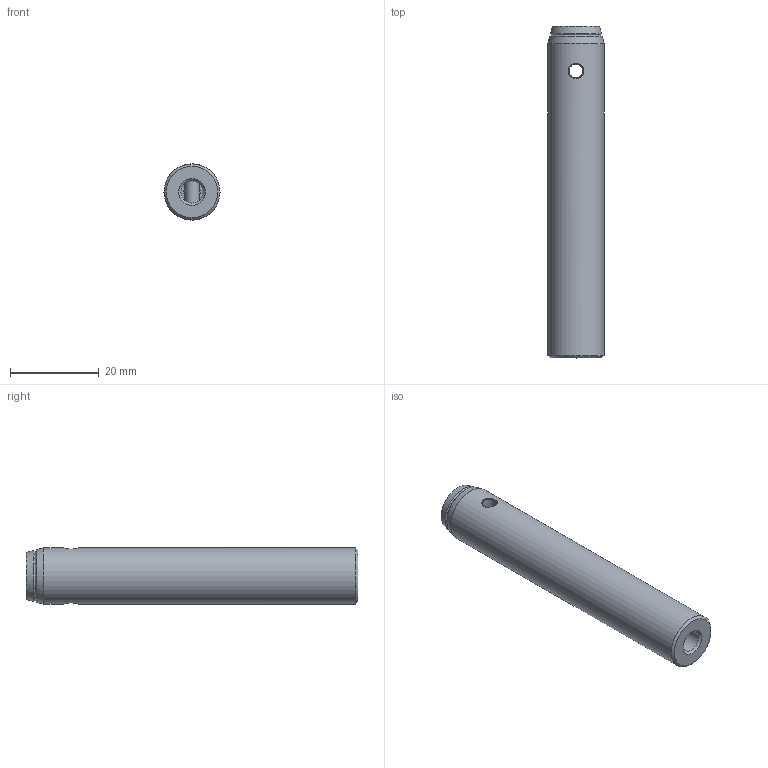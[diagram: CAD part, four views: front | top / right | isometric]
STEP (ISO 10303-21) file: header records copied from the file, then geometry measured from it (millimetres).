
FILE_DESCRIPTION(/* description */ ('STEP AP214'),/* implementation_level */ '2;1');
FILE_NAME(/* name */ 'arm_tr75m_ext.stp',/* time_stamp */ '2022-12-09T17:46:47+01:00',/* author */ ('Rik Ubaghs'),/* organization */ (''),/* preprocessor_version */ 'ST-DEVELOPER v18.1',/* originating_system */ 'Autodesk Inventor 2021',/* authorisation */ '');
FILE_SCHEMA (('AUTOMOTIVE_DESIGN { 1 0 10303 214 3 1 1 }'));
Length unit declared in the file: millimetre
Products named in the file (1): TR75_M-Step
Bounding box: 12.67 x 75.01 x 12.67 mm (x, y, z)
Volume: 9004.9 mm3; surface area: 3525 mm2
Topology: 1 solids, 1 shells, 19 faces, 54 edges, 36 vertices
Faces by surface type: cone 9, bspline 4, cylinder 4, plane 2
Full cylindrical faces by diameter (mm): 3.175 x1, 3.3 x1, 5 x1, 12.675 x1
Entity records: 1141 total; most frequent: CARTESIAN_POINT 586, ORIENTED_EDGE 104, DIRECTION 98, EDGE_CURVE 52, AXIS2_PLACEMENT_3D 40, VERTEX_POINT 36, CIRCLE 24, EDGE_LOOP 22
